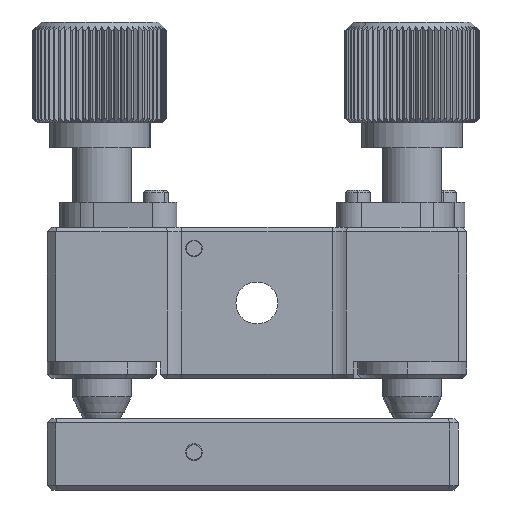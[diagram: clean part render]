
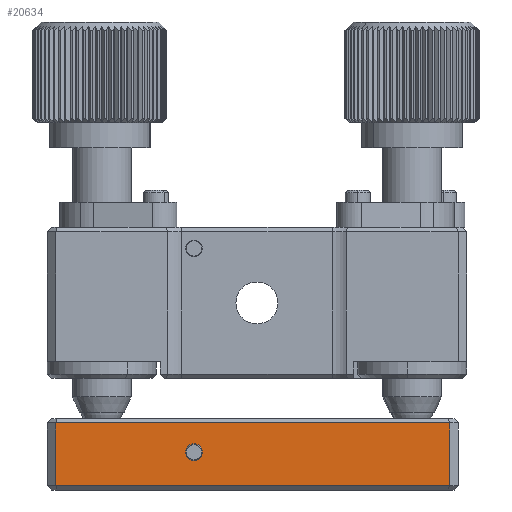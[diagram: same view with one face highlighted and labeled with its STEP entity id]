
A CAD part, left-side view. The second image highlights one B-rep face of the part: STEP entity #20634.
In plain terms, the highlighted planar face has unit normal (-1, 0, 0).
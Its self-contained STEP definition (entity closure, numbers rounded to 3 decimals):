
#540 = VERTEX_POINT ( 'NONE', #18861 ) ;
#732 = EDGE_CURVE ( 'NONE', #13060, #26629, #11112, .T. ) ;
#1406 = CARTESIAN_POINT ( 'NONE',  ( -3.368, 16.374, 58.998 ) ) ;
#2075 = VECTOR ( 'NONE', #6653, 1000. ) ;
#2306 = DIRECTION ( 'NONE',  ( 1., 0., 0. ) ) ;
#3112 = CIRCLE ( 'NONE', #12202, 1. ) ;
#4428 = EDGE_CURVE ( 'NONE', #15730, #26629, #29674, .T. ) ;
#4831 = EDGE_CURVE ( 'NONE', #9371, #32898, #26386, .T. ) ;
#4939 = VECTOR ( 'NONE', #6759, 1000. ) ;
#5086 = DIRECTION ( 'NONE',  ( 0., 0., -1. ) ) ;
#5337 = CARTESIAN_POINT ( 'NONE',  ( -3.368, 16.374, 58.998 ) ) ;
#5428 = DIRECTION ( 'NONE',  ( 0., -1., 0. ) ) ;
#5572 = AXIS2_PLACEMENT_3D ( 'NONE', #1406, #24987, #9153 ) ;
#6653 = DIRECTION ( 'NONE',  ( 0., 1., 0. ) ) ;
#6654 = EDGE_CURVE ( 'NONE', #32898, #9371, #3112, .T. ) ;
#6759 = DIRECTION ( 'NONE',  ( 0., 0., -1. ) ) ;
#7337 = DIRECTION ( 'NONE',  ( 0., 0., -1. ) ) ;
#8170 = FACE_OUTER_BOUND ( 'NONE', #32690, .T. ) ;
#9111 = VECTOR ( 'NONE', #7337, 1000. ) ;
#9153 = DIRECTION ( 'NONE',  ( 0., 0., 1. ) ) ;
#9307 = CARTESIAN_POINT ( 'NONE',  ( -3.368, 32.874, 62.998 ) ) ;
#9371 = VERTEX_POINT ( 'NONE', #31768 ) ;
#11112 = LINE ( 'NONE', #12263, #4939 ) ;
#11501 = CARTESIAN_POINT ( 'NONE',  ( -3.368, 32.874, 54.998 ) ) ;
#12202 = AXIS2_PLACEMENT_3D ( 'NONE', #5337, #26333, #34103 ) ;
#12263 = CARTESIAN_POINT ( 'NONE',  ( -3.368, -14.126, 62.998 ) ) ;
#13060 = VERTEX_POINT ( 'NONE', #16599 ) ;
#14847 = PLANE ( 'NONE',  #26860 ) ;
#15323 = ORIENTED_EDGE ( 'NONE', *, *, #29469, .T. ) ;
#15730 = VERTEX_POINT ( 'NONE', #11501 ) ;
#15815 = CARTESIAN_POINT ( 'NONE',  ( -3.368, 16.374, 59.998 ) ) ;
#16599 = CARTESIAN_POINT ( 'NONE',  ( -3.368, -14.126, 62.498 ) ) ;
#16927 = LINE ( 'NONE', #9307, #9111 ) ;
#17237 = FACE_BOUND ( 'NONE', #31066, .T. ) ;
#17457 = ORIENTED_EDGE ( 'NONE', *, *, #29470, .T. ) ;
#17750 = LINE ( 'NONE', #33699, #2075 ) ;
#18861 = CARTESIAN_POINT ( 'NONE',  ( -3.368, 32.874, 62.498 ) ) ;
#19751 = VECTOR ( 'NONE', #5428, 1000. ) ;
#20634 = ADVANCED_FACE ( 'NONE', ( #17237, #8170 ), #14847, .F. ) ;
#21087 = CARTESIAN_POINT ( 'NONE',  ( -3.368, -14.126, 62.998 ) ) ;
#21190 = CARTESIAN_POINT ( 'NONE',  ( -3.368, -14.126, 54.998 ) ) ;
#24448 = ORIENTED_EDGE ( 'NONE', *, *, #4831, .F. ) ;
#24987 = DIRECTION ( 'NONE',  ( -1., 0., 0. ) ) ;
#26333 = DIRECTION ( 'NONE',  ( -1., 0., 0. ) ) ;
#26386 = CIRCLE ( 'NONE', #5572, 1. ) ;
#26629 = VERTEX_POINT ( 'NONE', #28437 ) ;
#26729 = ORIENTED_EDGE ( 'NONE', *, *, #4428, .T. ) ;
#26860 = AXIS2_PLACEMENT_3D ( 'NONE', #21087, #2306, #5086 ) ;
#28437 = CARTESIAN_POINT ( 'NONE',  ( -3.368, -14.126, 54.998 ) ) ;
#29469 = EDGE_CURVE ( 'NONE', #540, #15730, #16927, .T. ) ;
#29470 = EDGE_CURVE ( 'NONE', #13060, #540, #17750, .T. ) ;
#29674 = LINE ( 'NONE', #21190, #19751 ) ;
#31066 = EDGE_LOOP ( 'NONE', ( #33206, #24448 ) ) ;
#31087 = ORIENTED_EDGE ( 'NONE', *, *, #732, .F. ) ;
#31768 = CARTESIAN_POINT ( 'NONE',  ( -3.368, 16.374, 57.998 ) ) ;
#32690 = EDGE_LOOP ( 'NONE', ( #15323, #26729, #31087, #17457 ) ) ;
#32898 = VERTEX_POINT ( 'NONE', #15815 ) ;
#33206 = ORIENTED_EDGE ( 'NONE', *, *, #6654, .F. ) ;
#33699 = CARTESIAN_POINT ( 'NONE',  ( -3.368, 32.874, 62.498 ) ) ;
#34103 = DIRECTION ( 'NONE',  ( 0., 0., 1. ) ) ;
